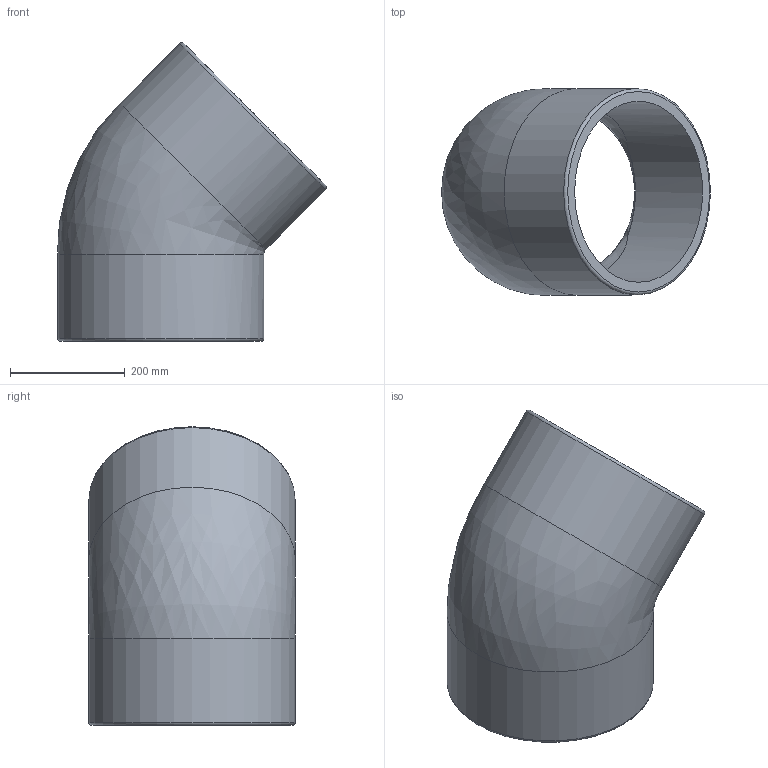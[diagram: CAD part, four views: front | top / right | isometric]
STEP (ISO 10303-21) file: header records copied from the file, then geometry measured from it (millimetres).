
FILE_DESCRIPTION(/* description */ (''),/* implementation_level */ '2;1');
FILE_NAME(/* name */ 'HIV315.ipt.stp',/* time_stamp */ '2013-10-01T14:43:27+02:00',/* author */ ('Marco de Biase'),/* organization */ (''),/* preprocessor_version */ 'ST-DEVELOPER v15.2',/* originating_system */ 'Autodesk Inventor 2014',/* authorisation */ '');
FILE_SCHEMA (('AUTOMOTIVE_DESIGN { 1 0 10303 214 3 1 1 }'));
Length unit declared in the file: millimetre
Products named in the file (1): HIV315
Bounding box: 467.68 x 359 x 519.18 mm (x, y, z)
Volume: 10712513.2 mm3; surface area: 1004114.3 mm2
Topology: 1 solids, 1 shells, 14 faces, 46 edges, 34 vertices
Faces by surface type: plane 6, cylinder 4, torus 2, bspline 2
Full cylindrical faces by diameter (mm): 315 x2, 359 x2
Entity records: 28559 total; most frequent: CARTESIAN_POINT 28158, DIRECTION 80, ORIENTED_EDGE 76, AXIS2_PLACEMENT_3D 40, EDGE_CURVE 38, VERTEX_POINT 32, CIRCLE 27, EDGE_LOOP 22
